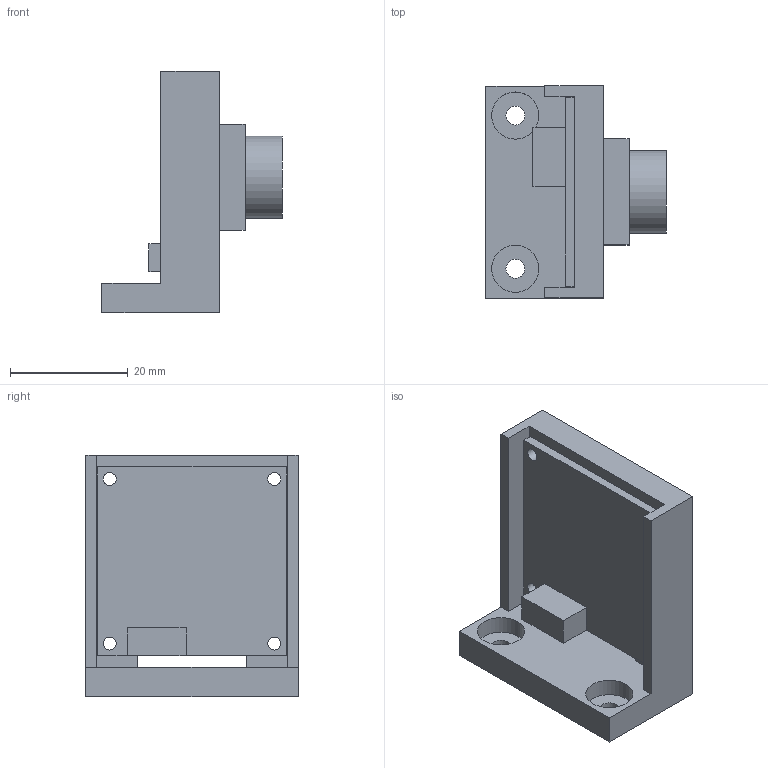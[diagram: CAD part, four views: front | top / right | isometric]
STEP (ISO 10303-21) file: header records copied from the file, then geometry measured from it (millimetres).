
FILE_DESCRIPTION(/* description */ (''),/* implementation_level */ '2;1');
FILE_NAME(/* name */ 'CameraHold v10.step',/* time_stamp */ '2019-11-19T00:24:11+09:00',/* author */ (''),/* organization */ (''),/* preprocessor_version */ 'ST-DEVELOPER v18',/* originating_system */ 'Autodesk Translation Framework v8.12.0.6',/* authorisation */ '');
FILE_SCHEMA (('AUTOMOTIVE_DESIGN { 1 0 10303 214 3 1 1 }'));
Length unit declared in the file: millimetre
Products named in the file (2): CameraHold; camera v5
Assembly tree (1 placements, depth 2):
  CameraHold
    camera v5
Bounding box: 30.6 x 36 x 41 mm (x, y, z)
Volume: 13328.9 mm3; surface area: 8850.1 mm2
Topology: 2 solids, 2 shells, 54 faces, 141 edges, 98 vertices
Faces by surface type: plane 37, cylinder 17
Full cylindrical faces by diameter (mm): 2.2 x4, 2.7 x4, 3.2 x2, 5 x4, 8 x2, 14 x1
Entity records: 1792 total; most frequent: DIRECTION 301, CARTESIAN_POINT 296, ORIENTED_EDGE 282, EDGE_CURVE 141, AXIS2_PLACEMENT_3D 103, VERTEX_POINT 98, LINE 95, VECTOR 95
